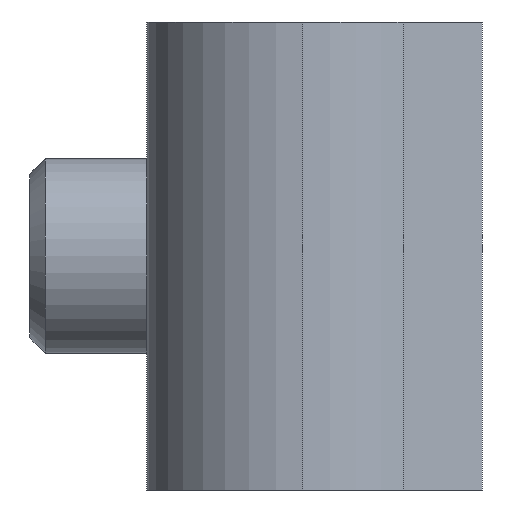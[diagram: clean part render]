
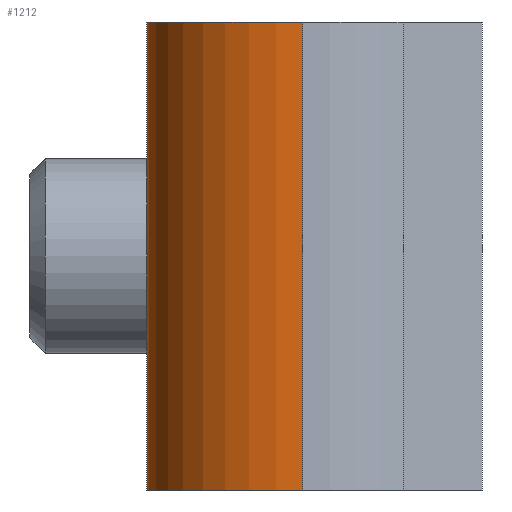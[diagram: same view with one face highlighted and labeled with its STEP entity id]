
A CAD part, left-side view. The second image highlights one B-rep face of the part: STEP entity #1212.
In plain terms, the highlighted cylindrical face has radius 2 mm (diameter 4 mm), a partial arc.
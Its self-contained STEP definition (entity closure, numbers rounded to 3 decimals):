
#138 = AXIS2_PLACEMENT_3D ( 'NONE', #825, #828, #829 ) ;
#160 = AXIS2_PLACEMENT_3D ( 'NONE', #1018, #1019, #1020 ) ;
#167 = AXIS2_PLACEMENT_3D ( 'NONE', #812, #820, #821 ) ;
#242 = ORIENTED_EDGE ( 'NONE', *, *, #662, .T. ) ;
#305 = VECTOR ( 'NONE', #784, 1000. ) ;
#306 = LINE ( 'NONE', #783, #305 ) ;
#313 = VECTOR ( 'NONE', #791, 1000. ) ;
#314 = LINE ( 'NONE', #790, #313 ) ;
#342 = EDGE_LOOP ( 'NONE', ( #504, #242, #519, #457 ) ) ;
#457 = ORIENTED_EDGE ( 'NONE', *, *, #659, .F. ) ;
#504 = ORIENTED_EDGE ( 'NONE', *, *, #643, .F. ) ;
#519 = ORIENTED_EDGE ( 'NONE', *, *, #646, .T. ) ;
#643 = EDGE_CURVE ( 'NONE', #1041, #1038, #306, .T. ) ;
#646 = EDGE_CURVE ( 'NONE', #1034, #1022, #314, .T. ) ;
#659 = EDGE_CURVE ( 'NONE', #1038, #1022, #1392, .T. ) ;
#662 = EDGE_CURVE ( 'NONE', #1041, #1034, #1237, .T. ) ;
#671 = CARTESIAN_POINT ( 'NONE',  ( -6.919, 0., 6. ) ) ;
#783 = CARTESIAN_POINT ( 'NONE',  ( -8.919, -2., 6. ) ) ;
#784 = DIRECTION ( 'NONE',  ( 0., 0., -1. ) ) ;
#790 = CARTESIAN_POINT ( 'NONE',  ( -6.919, 0., 6. ) ) ;
#791 = DIRECTION ( 'NONE',  ( 0., 0., -1. ) ) ;
#812 = CARTESIAN_POINT ( 'NONE',  ( -6.919, -2., 0. ) ) ;
#820 = DIRECTION ( 'NONE',  ( 0., 0., -1. ) ) ;
#821 = DIRECTION ( 'NONE',  ( 1., 0., 0. ) ) ;
#825 = CARTESIAN_POINT ( 'NONE',  ( -6.919, -2., 6. ) ) ;
#827 = CARTESIAN_POINT ( 'NONE',  ( -6.919, 0., 0. ) ) ;
#828 = DIRECTION ( 'NONE',  ( 0., 0., -1. ) ) ;
#829 = DIRECTION ( 'NONE',  ( 1., 0., 0. ) ) ;
#848 = CARTESIAN_POINT ( 'NONE',  ( -8.919, -2., 0. ) ) ;
#849 = CARTESIAN_POINT ( 'NONE',  ( -8.919, -2., 6. ) ) ;
#1018 = CARTESIAN_POINT ( 'NONE',  ( -6.919, -2., 6. ) ) ;
#1019 = DIRECTION ( 'NONE',  ( 0., 0., -1. ) ) ;
#1020 = DIRECTION ( 'NONE',  ( -1., 0., 0. ) ) ;
#1022 = VERTEX_POINT ( 'NONE', #827 ) ;
#1034 = VERTEX_POINT ( 'NONE', #671 ) ;
#1038 = VERTEX_POINT ( 'NONE', #848 ) ;
#1041 = VERTEX_POINT ( 'NONE', #849 ) ;
#1212 = ADVANCED_FACE ( 'NONE', ( #1269 ), #1407, .T. ) ;
#1237 = CIRCLE ( 'NONE', #138, 2. ) ;
#1269 = FACE_OUTER_BOUND ( 'NONE', #342, .T. ) ;
#1392 = CIRCLE ( 'NONE', #167, 2. ) ;
#1407 = CYLINDRICAL_SURFACE ( 'NONE', #160, 2. ) ;
